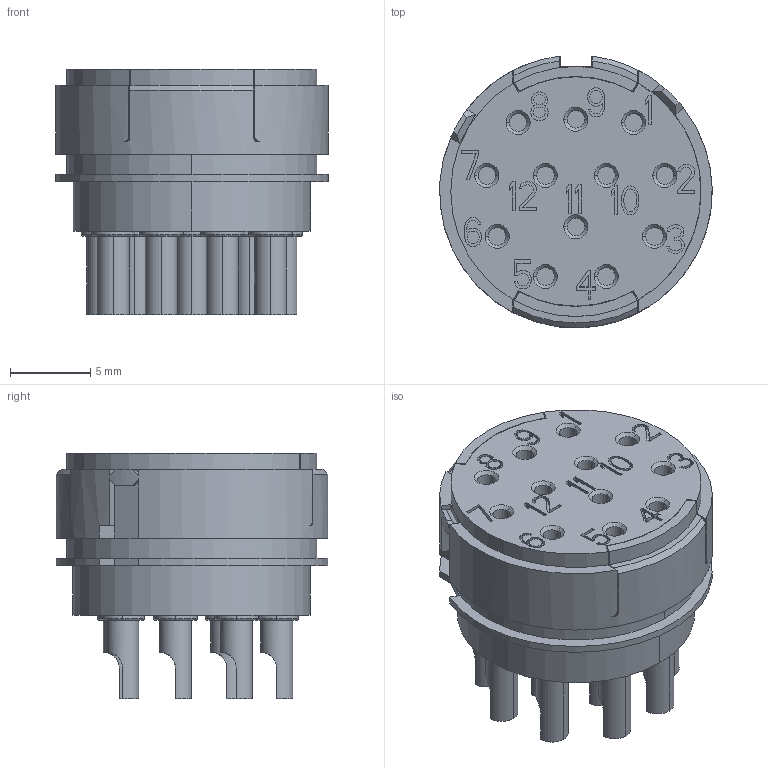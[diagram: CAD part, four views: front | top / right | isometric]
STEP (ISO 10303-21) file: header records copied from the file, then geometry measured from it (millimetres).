
FILE_DESCRIPTION((''),'2;1');
FILE_NAME('1599614','2015-09-09T',('feitelbuss'),(''),'PRO/ENGINEER BY PARAMETRIC TECHNOLOGY CORPORATION, 2014200','PRO/ENGINEER BY PARAMETRIC TECHNOLOGY CORPORATION, 2014200','');
FILE_SCHEMA(('AUTOMOTIVE_DESIGN { 1 0 10303 214 1 1 1 1 }'));
Length unit declared in the file: millimetre
Products named in the file (1): 1599614
Bounding box: 16.98 x 16.94 x 15.3 mm (x, y, z)
Volume: 2051.8 mm3; surface area: 1863 mm2
Topology: 1 solids, 1 shells, 1337 faces, 3667 edges, 2399 vertices
Faces by surface type: plane 1080, cylinder 172, cone 55, torus 30
Entity records: 42497 total; most frequent: CARTESIAN_POINT 8300, ORIENTED_EDGE 7286, DIRECTION 6639, EDGE_CURVE 3643, VECTOR 3145, LINE 3145, VERTEX_POINT 2399, AXIS2_PLACEMENT_3D 1747
